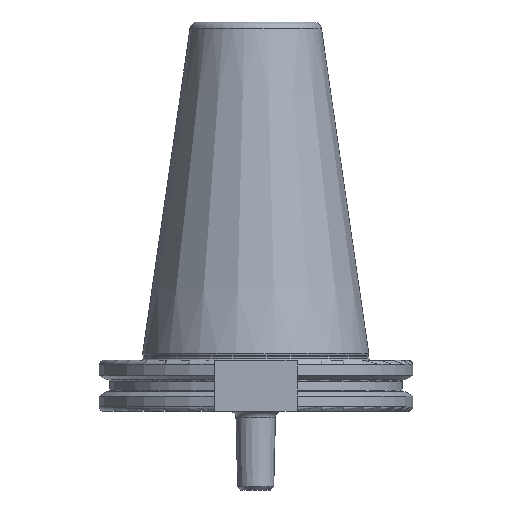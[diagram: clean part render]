
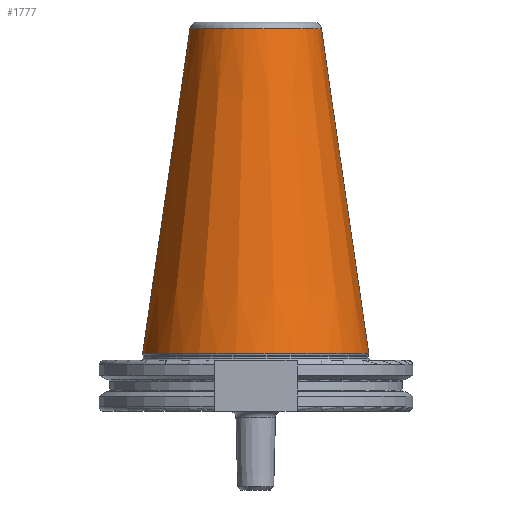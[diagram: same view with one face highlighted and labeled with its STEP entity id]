
A CAD part, left-side view. The second image highlights one B-rep face of the part: STEP entity #1777.
In plain terms, the highlighted conical face has half-angle 8.297 degrees and reference radius 27.749 mm.
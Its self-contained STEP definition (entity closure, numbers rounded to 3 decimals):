
#199=CARTESIAN_POINT('',(0,0,118.711));
#200=DIRECTION('',(0,0,1));
#201=DIRECTION('',(0,1,0));
#202=AXIS2_PLACEMENT_3D('',#199,#200,#201);
#204=DIRECTION('',(0.,0.144,0.99));
#205=VECTOR('',#204,101.877);
#206=CARTESIAN_POINT('',(0,-35.1,17.9));
#207=LINE('',#206,#205);
#208=CARTESIAN_POINT('',(0,0,17.9));
#209=DIRECTION('',(0,0,1));
#210=DIRECTION('',(0,1,0));
#211=AXIS2_PLACEMENT_3D('',#208,#209,#210);
#213=DIRECTION('',(0.,-0.144,0.99));
#214=VECTOR('',#213,101.877);
#215=CARTESIAN_POINT('',(0,35.1,17.9));
#216=LINE('',#215,#214);
#1208=CARTESIAN_POINT('',(0,35.1,17.9));
#1209=VERTEX_POINT('',#1208);
#1232=CARTESIAN_POINT('',(0,-35.1,17.9));
#1233=VERTEX_POINT('',#1232);
#1250=CARTESIAN_POINT('',(0,20.399,118.711));
#1251=CARTESIAN_POINT('',(0,-20.399,118.711));
#1252=VERTEX_POINT('',#1250);
#1253=VERTEX_POINT('',#1251);
#1765=CARTESIAN_POINT('',(0,0,68.305));
#1766=DIRECTION('',(0,0,-1));
#1767=DIRECTION('',(0,-1,0));
#1768=AXIS2_PLACEMENT_3D('',#1765,#1766,#1767);
#1769=CONICAL_SURFACE('',#1768,27.749,8.297);
#1770=ORIENTED_EDGE('',*,*,#1730,.T.);
#1771=ORIENTED_EDGE('',*,*,#1760,.F.);
#1773=ORIENTED_EDGE('',*,*,#1772,.F.);
#1774=ORIENTED_EDGE('',*,*,#1756,.T.);
#1775=EDGE_LOOP('',(#1770,#1771,#1773,#1774));
#1776=FACE_OUTER_BOUND('',#1775,.F.);
#1777=ADVANCED_FACE('',(#1776),#1769,.T.);
#203=CIRCLE('',#202,20.399);
#212=CIRCLE('',#211,35.1);
#1730=EDGE_CURVE('',#1252,#1253,#203,.T.);
#1756=EDGE_CURVE('',#1209,#1252,#216,.T.);
#1760=EDGE_CURVE('',#1233,#1253,#207,.T.);
#1772=EDGE_CURVE('',#1209,#1233,#212,.T.);
